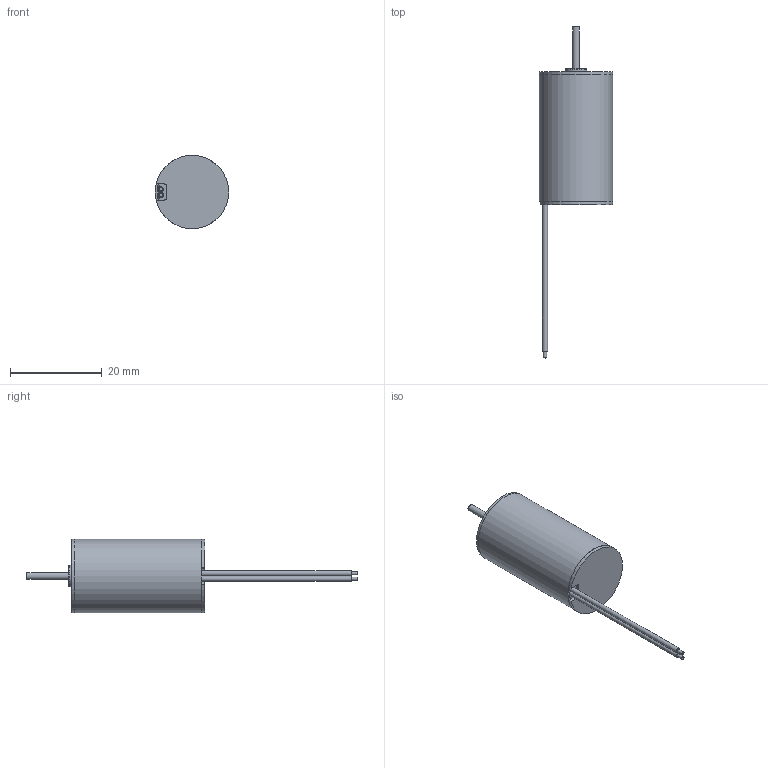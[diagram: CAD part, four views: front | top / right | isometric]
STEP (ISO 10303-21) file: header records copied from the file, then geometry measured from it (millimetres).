
FILE_DESCRIPTION (( 'STEP AP203' ), '1' );
FILE_NAME ('ECD1629L.STEP', '2025-11-26T09:11:53', ( 'Windows 蚚誧' ), ( 'Organization' ), 'SwSTEP 2.0', 'SolidWorks 2020', '' );
FILE_SCHEMA (( 'CONFIG_CONTROL_DESIGN' ));
Length unit declared in the file: millimetre
Products named in the file (9): 01.06.0005 粣創; ECD1629L; 01.02.1009 綴傷裔; 01.05.0017 O型圈; 01.02.0726 綴傷裔; 01.01.0751 ヶ傷裔; 01.10.1728 粣; 01.14.0xxx 傷赽盄-赻笛盄; 01.07.0549 儂褲
Assembly tree (9 placements, depth 2):
  ECD1629L
    01.07.0549 儂褲
    01.01.0751 ヶ傷裔
    01.02.0726 綴傷裔
    01.02.1009 綴傷裔
    01.06.0005 粣創  x2
    01.10.1728 粣
    01.05.0017 O型圈
    01.14.0xxx 傷赽盄-赻笛盄
Bounding box: 16 x 72.39 x 16 mm (x, y, z)
Volume: 1901.2 mm3; surface area: 5706.7 mm2
Topology: 22 solids, 22 shells, 239 faces, 510 edges, 323 vertices
Faces by surface type: cylinder 78, plane 58, torus 43, cone 40, sphere 20
Full cylindrical faces by diameter (mm): 0.7 x4, 1.1 x2, 1.5 x1, 1.6 x4, 2 x3, 2.5 x4, 2.8 x8, 3 x4, 3.5 x1, 3.8 x1, 4 x4, 4.2 x4, 4.7 x1, 5 x5, 7 x1, 8 x1, 13.3 x1, 14.2 x1, 14.5 x2, 15 x4, 15.1 x1, 15.3 x1, 16 x2
Entity records: 5853 total; most frequent: CARTESIAN_POINT 1736, DIRECTION 716, ORIENTED_EDGE 434, AXIS2_PLACEMENT_3D 340, EDGE_LOOP 317, FACE_OUTER_BOUND 226, EDGE_CURVE 217, VERTEX_POINT 192
